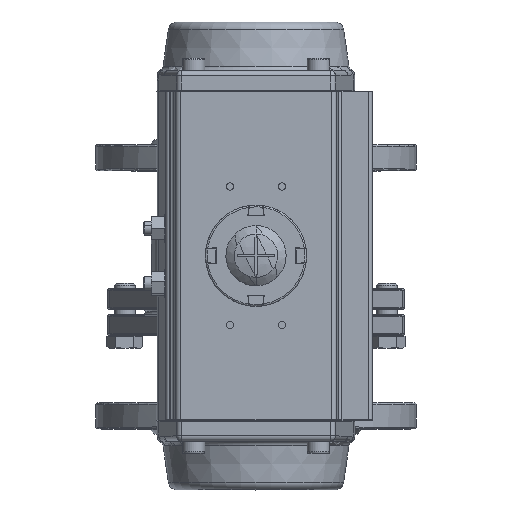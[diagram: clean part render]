
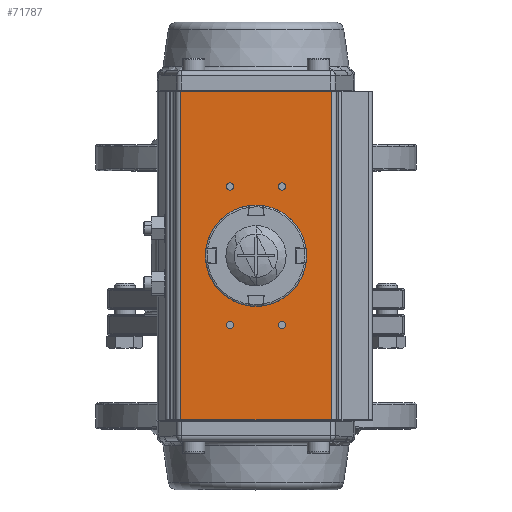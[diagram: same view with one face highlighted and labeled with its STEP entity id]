
A CAD part, top view. The second image highlights one B-rep face of the part: STEP entity #71787.
In plain terms, the highlighted planar face has unit normal (0, 0, 1).
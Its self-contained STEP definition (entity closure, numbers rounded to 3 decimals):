
#71648=CARTESIAN_POINT('',(-43.511,95.,258.197));
#71649=DIRECTION('',(-0.,-0.,-1.));
#71650=DIRECTION('',(-1.,0.,0.));
#71651=AXIS2_PLACEMENT_3D('',#71648,#71649,#71650);
#71652=PLANE('',#71651);
#71653=CARTESIAN_POINT('',(15.,-37.9,258.197));
#71654=VERTEX_POINT('',#71653);
#71655=CARTESIAN_POINT('',(15.,-42.1,258.197));
#71656=VERTEX_POINT('',#71655);
#71657=CARTESIAN_POINT('',(15.,-40.,258.197));
#71658=DIRECTION('',(0.,0.,1.));
#71659=DIRECTION('',(0.,1.,-0.));
#71660=AXIS2_PLACEMENT_3D('',#71657,#71658,#71659);
#71661=CIRCLE('',#71660,2.1);
#71662=EDGE_CURVE('NONE',#71654,#71656,#71661,.T.);
#71663=ORIENTED_EDGE('',*,*,#71662,.F.);
#71664=CARTESIAN_POINT('',(15.,-40.,258.197));
#71665=DIRECTION('',(0.,0.,1.));
#71666=DIRECTION('',(0.,1.,-0.));
#71667=AXIS2_PLACEMENT_3D('',#71664,#71665,#71666);
#71668=CIRCLE('',#71667,2.1);
#71669=EDGE_CURVE('NONE',#71656,#71654,#71668,.T.);
#71670=ORIENTED_EDGE('',*,*,#71669,.F.);
#71671=EDGE_LOOP('',(#71663,#71670));
#71672=FACE_BOUND('',#71671,.T.);
#71673=CARTESIAN_POINT('',(-15.,-37.9,258.197));
#71674=VERTEX_POINT('',#71673);
#71675=CARTESIAN_POINT('',(-15.,-42.1,258.197));
#71676=VERTEX_POINT('',#71675);
#71677=CARTESIAN_POINT('',(-15.,-40.,258.197));
#71678=DIRECTION('',(0.,0.,1.));
#71679=DIRECTION('',(0.,1.,-0.));
#71680=AXIS2_PLACEMENT_3D('',#71677,#71678,#71679);
#71681=CIRCLE('',#71680,2.1);
#71682=EDGE_CURVE('NONE',#71674,#71676,#71681,.T.);
#71683=ORIENTED_EDGE('',*,*,#71682,.F.);
#71684=CARTESIAN_POINT('',(-15.,-40.,258.197));
#71685=DIRECTION('',(0.,0.,1.));
#71686=DIRECTION('',(0.,1.,-0.));
#71687=AXIS2_PLACEMENT_3D('',#71684,#71685,#71686);
#71688=CIRCLE('',#71687,2.1);
#71689=EDGE_CURVE('NONE',#71676,#71674,#71688,.T.);
#71690=ORIENTED_EDGE('',*,*,#71689,.F.);
#71691=EDGE_LOOP('',(#71683,#71690));
#71692=FACE_BOUND('',#71691,.T.);
#71693=CARTESIAN_POINT('',(15.,42.1,258.197));
#71694=VERTEX_POINT('',#71693);
#71695=CARTESIAN_POINT('',(15.,37.9,258.197));
#71696=VERTEX_POINT('',#71695);
#71697=CARTESIAN_POINT('',(15.,40.,258.197));
#71698=DIRECTION('',(0.,0.,1.));
#71699=DIRECTION('',(0.,1.,-0.));
#71700=AXIS2_PLACEMENT_3D('',#71697,#71698,#71699);
#71701=CIRCLE('',#71700,2.1);
#71702=EDGE_CURVE('NONE',#71694,#71696,#71701,.T.);
#71703=ORIENTED_EDGE('',*,*,#71702,.F.);
#71704=CARTESIAN_POINT('',(15.,40.,258.197));
#71705=DIRECTION('',(0.,0.,1.));
#71706=DIRECTION('',(0.,1.,-0.));
#71707=AXIS2_PLACEMENT_3D('',#71704,#71705,#71706);
#71708=CIRCLE('',#71707,2.1);
#71709=EDGE_CURVE('NONE',#71696,#71694,#71708,.T.);
#71710=ORIENTED_EDGE('',*,*,#71709,.F.);
#71711=EDGE_LOOP('',(#71703,#71710));
#71712=FACE_BOUND('',#71711,.T.);
#71713=CARTESIAN_POINT('',(-15.,42.1,258.197));
#71714=VERTEX_POINT('',#71713);
#71715=CARTESIAN_POINT('',(-15.,37.9,258.197));
#71716=VERTEX_POINT('',#71715);
#71717=CARTESIAN_POINT('',(-15.,40.,258.197));
#71718=DIRECTION('',(0.,0.,1.));
#71719=DIRECTION('',(0.,1.,-0.));
#71720=AXIS2_PLACEMENT_3D('',#71717,#71718,#71719);
#71721=CIRCLE('',#71720,2.1);
#71722=EDGE_CURVE('NONE',#71714,#71716,#71721,.T.);
#71723=ORIENTED_EDGE('',*,*,#71722,.F.);
#71724=CARTESIAN_POINT('',(-15.,40.,258.197));
#71725=DIRECTION('',(0.,0.,1.));
#71726=DIRECTION('',(0.,1.,-0.));
#71727=AXIS2_PLACEMENT_3D('',#71724,#71725,#71726);
#71728=CIRCLE('',#71727,2.1);
#71729=EDGE_CURVE('NONE',#71716,#71714,#71728,.T.);
#71730=ORIENTED_EDGE('',*,*,#71729,.F.);
#71731=EDGE_LOOP('',(#71723,#71730));
#71732=FACE_BOUND('',#71731,.T.);
#71733=CARTESIAN_POINT('',(-43.511,94.747,258.197));
#71734=VERTEX_POINT('',#71733);
#71735=CARTESIAN_POINT('',(-43.511,-94.747,258.197));
#71736=VERTEX_POINT('',#71735);
#71737=CARTESIAN_POINT('',(-43.511,94.747,258.197));
#71738=DIRECTION('',(-0.,-1.,0.));
#71739=VECTOR('',#71738,189.494);
#71740=LINE('',#71737,#71739);
#71741=EDGE_CURVE('',#71734,#71736,#71740,.T.);
#71742=ORIENTED_EDGE('',*,*,#71741,.T.);
#71743=CARTESIAN_POINT('',(43.512,-94.747,258.197));
#71744=VERTEX_POINT('',#71743);
#71745=CARTESIAN_POINT('',(-43.511,-94.747,258.197));
#71746=DIRECTION('',(1.,-0.,-0.));
#71747=VECTOR('',#71746,87.023);
#71748=LINE('',#71745,#71747);
#71749=EDGE_CURVE('',#71736,#71744,#71748,.T.);
#71750=ORIENTED_EDGE('',*,*,#71749,.T.);
#71751=CARTESIAN_POINT('',(43.512,94.747,258.197));
#71752=VERTEX_POINT('',#71751);
#71753=CARTESIAN_POINT('',(43.512,94.747,258.197));
#71754=DIRECTION('',(-0.,-1.,0.));
#71755=VECTOR('',#71754,189.494);
#71756=LINE('',#71753,#71755);
#71757=EDGE_CURVE('',#71752,#71744,#71756,.T.);
#71758=ORIENTED_EDGE('',*,*,#71757,.F.);
#71759=CARTESIAN_POINT('',(43.512,94.747,258.197));
#71760=DIRECTION('',(-1.,0.,0.));
#71761=VECTOR('',#71760,87.023);
#71762=LINE('',#71759,#71761);
#71763=EDGE_CURVE('',#71752,#71734,#71762,.T.);
#71764=ORIENTED_EDGE('',*,*,#71763,.T.);
#71765=EDGE_LOOP('',(#71742,#71750,#71758,#71764));
#71766=FACE_BOUND('',#71765,.T.);
#71767=CARTESIAN_POINT('',(0.,12.5,258.197));
#71768=VERTEX_POINT('',#71767);
#71769=CARTESIAN_POINT('',(0.,-12.5,258.197));
#71770=VERTEX_POINT('',#71769);
#71771=CARTESIAN_POINT('',(0.,0.,258.197));
#71772=DIRECTION('',(-0.,-0.,-1.));
#71773=DIRECTION('',(-0.,-1.,0.));
#71774=AXIS2_PLACEMENT_3D('',#71771,#71772,#71773);
#71775=CIRCLE('',#71774,12.5);
#71776=EDGE_CURVE('',#71768,#71770,#71775,.T.);
#71777=ORIENTED_EDGE('',*,*,#71776,.T.);
#71778=CARTESIAN_POINT('',(0.,0.,258.197));
#71779=DIRECTION('',(-0.,-0.,-1.));
#71780=DIRECTION('',(-0.,-1.,0.));
#71781=AXIS2_PLACEMENT_3D('',#71778,#71779,#71780);
#71782=CIRCLE('',#71781,12.5);
#71783=EDGE_CURVE('',#71770,#71768,#71782,.T.);
#71784=ORIENTED_EDGE('',*,*,#71783,.T.);
#71785=EDGE_LOOP('',(#71777,#71784));
#71786=FACE_BOUND('',#71785,.T.);
#71787=ADVANCED_FACE('',(#71672,#71692,#71712,#71732,#71766,#71786),#71652,.F.);
